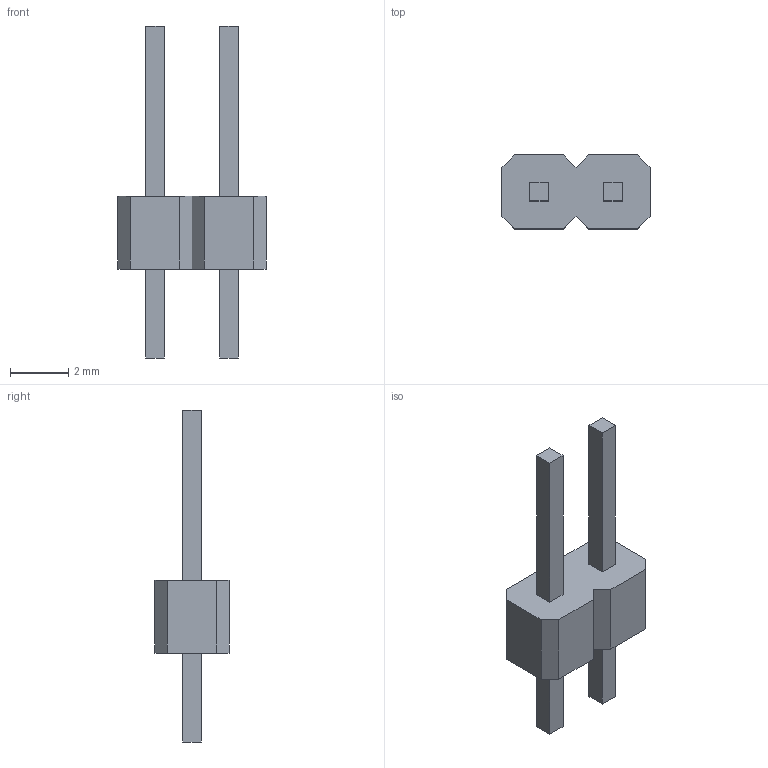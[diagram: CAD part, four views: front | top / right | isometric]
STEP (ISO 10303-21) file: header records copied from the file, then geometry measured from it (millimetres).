
FILE_DESCRIPTION (( 'STEP AP203' ), '1' );
FILE_NAME ('header_standard_2.54mm_pitch_2x1.STEP', '2015-02-22T11:02:20', ( '' ), ( '' ), 'SwSTEP 2.0', 'SolidWorks 2013', '' );
FILE_SCHEMA (( 'CONFIG_CONTROL_DESIGN' ));
Length unit declared in the file: millimetre
Products named in the file (1): header_standard_2.54mm_pitch_2x1
Bounding box: 5.08 x 2.54 x 11.39 mm (x, y, z)
Volume: 37.7 mm3; surface area: 107.3 mm2
Topology: 1 solids, 1 shells, 36 faces, 90 edges, 60 vertices
Faces by surface type: plane 36
Entity records: 1131 total; most frequent: CARTESIAN_POINT 187, ORIENTED_EDGE 180, DIRECTION 164, LINE 90, VECTOR 90, EDGE_CURVE 90, VERTEX_POINT 60, EDGE_LOOP 40
